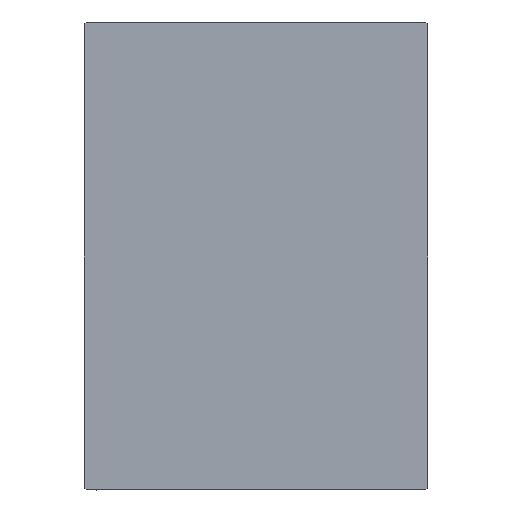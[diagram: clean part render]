
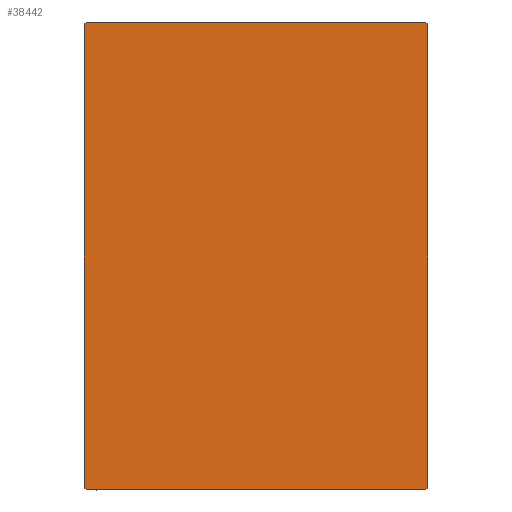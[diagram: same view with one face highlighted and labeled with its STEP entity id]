
A CAD part, left-side view. The second image highlights one B-rep face of the part: STEP entity #38442.
In plain terms, the highlighted face is planar.
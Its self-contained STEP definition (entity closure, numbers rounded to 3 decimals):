
#217 = LINE ( 'NONE', #40708, #18409 ) ;
#1024 = CARTESIAN_POINT ( 'NONE',  ( 75., 27.5, 37.5 ) ) ;
#1655 = CARTESIAN_POINT ( 'NONE',  ( 75., -27.5, -37.5 ) ) ;
#2362 = VERTEX_POINT ( 'NONE', #12363 ) ;
#3899 = EDGE_CURVE ( 'NONE', #21638, #14827, #10290, .T. ) ;
#4133 = EDGE_CURVE ( 'NONE', #21531, #21638, #217, .T. ) ;
#4895 = CARTESIAN_POINT ( 'NONE',  ( 75., 27.2, 37.5 ) ) ;
#5157 = VECTOR ( 'NONE', #22875, 1000. ) ;
#5583 = CARTESIAN_POINT ( 'NONE',  ( 75., -32.35, 32.35 ) ) ;
#6004 = ORIENTED_EDGE ( 'NONE', *, *, #28061, .T. ) ;
#6614 = VECTOR ( 'NONE', #36695, 1000. ) ;
#7111 = EDGE_LOOP ( 'NONE', ( #29863, #40734, #17629, #13015, #28248, #6004, #24036, #25956 ) ) ;
#9879 = DIRECTION ( 'NONE',  ( 0., 0., 1. ) ) ;
#9896 = CARTESIAN_POINT ( 'NONE',  ( 75., -27.2, 37.5 ) ) ;
#9923 = EDGE_CURVE ( 'NONE', #23660, #19793, #14456, .T. ) ;
#10290 = LINE ( 'NONE', #23485, #6614 ) ;
#10377 = LINE ( 'NONE', #10583, #17290 ) ;
#10583 = CARTESIAN_POINT ( 'NONE',  ( 75., 32.35, -32.35 ) ) ;
#10744 = EDGE_CURVE ( 'NONE', #14225, #2362, #16577, .T. ) ;
#11434 = DIRECTION ( 'NONE',  ( 0., -1., 0. ) ) ;
#12363 = CARTESIAN_POINT ( 'NONE',  ( 75., 27.5, 37.2 ) ) ;
#13015 = ORIENTED_EDGE ( 'NONE', *, *, #29766, .T. ) ;
#13408 = DIRECTION ( 'NONE',  ( 0., 0.707, 0.707 ) ) ;
#13853 = DIRECTION ( 'NONE',  ( 0., 0., -1. ) ) ;
#14225 = VERTEX_POINT ( 'NONE', #19431 ) ;
#14255 = AXIS2_PLACEMENT_3D ( 'NONE', #35222, #38683, #22204 ) ;
#14456 = LINE ( 'NONE', #1024, #33744 ) ;
#14827 = VERTEX_POINT ( 'NONE', #31643 ) ;
#14943 = CARTESIAN_POINT ( 'NONE',  ( 75., -27.5, -37.2 ) ) ;
#15288 = FACE_OUTER_BOUND ( 'NONE', #7111, .T. ) ;
#15587 = VECTOR ( 'NONE', #22006, 1000. ) ;
#16577 = LINE ( 'NONE', #35871, #22031 ) ;
#17290 = VECTOR ( 'NONE', #13408, 1000. ) ;
#17629 = ORIENTED_EDGE ( 'NONE', *, *, #10744, .T. ) ;
#18409 = VECTOR ( 'NONE', #13853, 1000. ) ;
#18995 = LINE ( 'NONE', #5583, #22327 ) ;
#19431 = CARTESIAN_POINT ( 'NONE',  ( 75., 27.5, -37.2 ) ) ;
#19793 = VERTEX_POINT ( 'NONE', #9896 ) ;
#20619 = EDGE_CURVE ( 'NONE', #23412, #14225, #10377, .T. ) ;
#21531 = VERTEX_POINT ( 'NONE', #29503 ) ;
#21638 = VERTEX_POINT ( 'NONE', #14943 ) ;
#22006 = DIRECTION ( 'NONE',  ( 0., 1., 0. ) ) ;
#22031 = VECTOR ( 'NONE', #9879, 1000. ) ;
#22204 = DIRECTION ( 'NONE',  ( 0., 0., -1. ) ) ;
#22327 = VECTOR ( 'NONE', #25281, 1000. ) ;
#22513 = CARTESIAN_POINT ( 'NONE',  ( 75., 27.2, -37.5 ) ) ;
#22875 = DIRECTION ( 'NONE',  ( 0., -0.707, 0.707 ) ) ;
#23412 = VERTEX_POINT ( 'NONE', #22513 ) ;
#23485 = CARTESIAN_POINT ( 'NONE',  ( 75., -32.35, -32.35 ) ) ;
#23660 = VERTEX_POINT ( 'NONE', #4895 ) ;
#24036 = ORIENTED_EDGE ( 'NONE', *, *, #4133, .T. ) ;
#25281 = DIRECTION ( 'NONE',  ( 0., -0.707, -0.707 ) ) ;
#25956 = ORIENTED_EDGE ( 'NONE', *, *, #3899, .T. ) ;
#28061 = EDGE_CURVE ( 'NONE', #19793, #21531, #18995, .T. ) ;
#28248 = ORIENTED_EDGE ( 'NONE', *, *, #9923, .T. ) ;
#29174 = LINE ( 'NONE', #33059, #5157 ) ;
#29503 = CARTESIAN_POINT ( 'NONE',  ( 75., -27.5, 37.2 ) ) ;
#29766 = EDGE_CURVE ( 'NONE', #2362, #23660, #29174, .T. ) ;
#29863 = ORIENTED_EDGE ( 'NONE', *, *, #32230, .T. ) ;
#31333 = LINE ( 'NONE', #1655, #15587 ) ;
#31530 = PLANE ( 'NONE',  #14255 ) ;
#31643 = CARTESIAN_POINT ( 'NONE',  ( 75., -27.2, -37.5 ) ) ;
#32230 = EDGE_CURVE ( 'NONE', #14827, #23412, #31333, .T. ) ;
#33059 = CARTESIAN_POINT ( 'NONE',  ( 75., 32.35, 32.35 ) ) ;
#33744 = VECTOR ( 'NONE', #11434, 1000. ) ;
#35222 = CARTESIAN_POINT ( 'NONE',  ( 75., 0., 0. ) ) ;
#35871 = CARTESIAN_POINT ( 'NONE',  ( 75., 27.5, -37.5 ) ) ;
#36695 = DIRECTION ( 'NONE',  ( 0., 0.707, -0.707 ) ) ;
#38442 = ADVANCED_FACE ( 'NONE', ( #15288 ), #31530, .T. ) ;
#38683 = DIRECTION ( 'NONE',  ( 1., 0., 0. ) ) ;
#40708 = CARTESIAN_POINT ( 'NONE',  ( 75., -27.5, 37.5 ) ) ;
#40734 = ORIENTED_EDGE ( 'NONE', *, *, #20619, .T. ) ;
